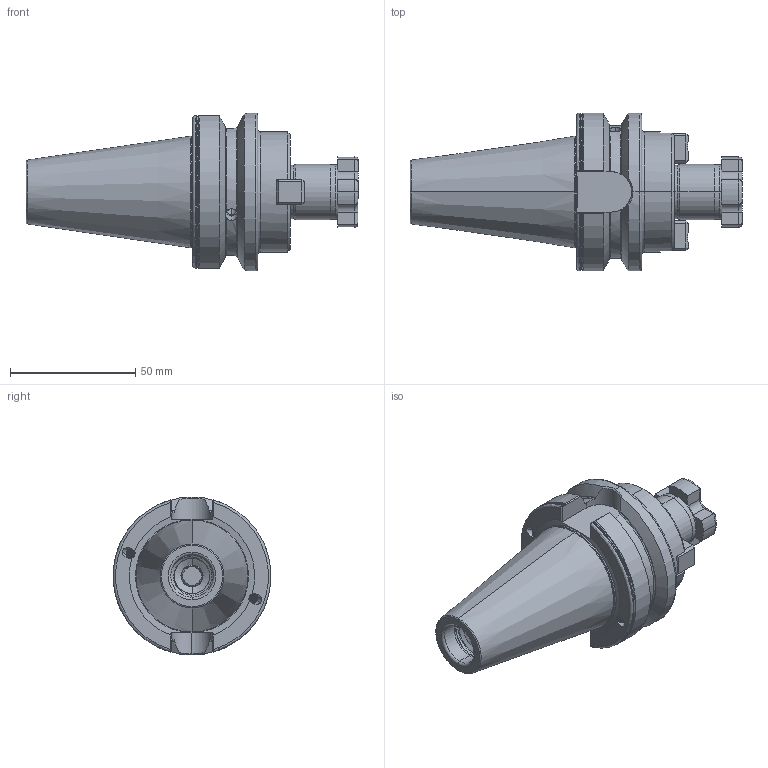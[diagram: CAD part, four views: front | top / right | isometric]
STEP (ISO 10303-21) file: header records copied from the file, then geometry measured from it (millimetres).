
FILE_DESCRIPTION (( 'STEP AP203' ), '1' );
FILE_NAME ('DC.406.11.22.STEP', '2017-10-18T07:29:44', ( '' ), ( '' ), 'SwSTEP 2.0', 'SolidWorks 2012', '' );
FILE_SCHEMA (( 'CONFIG_CONTROL_DESIGN' ));
Length unit declared in the file: millimetre
Products named in the file (5): DC.406.11.22; 面銑刀墊塊22; 102.11.22_M4xP0.7-12L; 十字螺絲FMB22
Assembly tree (6 placements, depth 2):
  DC.406.11.22
    DC.406.11.22
    面銑刀墊塊22  x2
    102.11.22_M4xP0.7-12L  x2
    十字螺絲FMB22
Bounding box: 132.4 x 63 x 63 mm (x, y, z)
Volume: 153265.1 mm3; surface area: 35014.1 mm2
Topology: 6 solids, 6 shells, 588 faces, 1547 edges, 971 vertices
Faces by surface type: cylinder 285, plane 148, torus 65, cone 60, bspline 30
Entity records: 31649 total; most frequent: CARTESIAN_POINT 20258, ORIENTED_EDGE 2596, DIRECTION 1966, EDGE_CURVE 1298, VERTEX_POINT 821, AXIS2_PLACEMENT_3D 759, EDGE_LOOP 505, FACE_OUTER_BOUND 487
